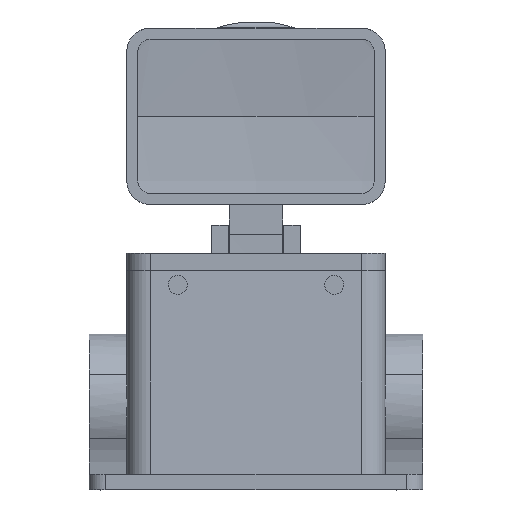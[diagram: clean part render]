
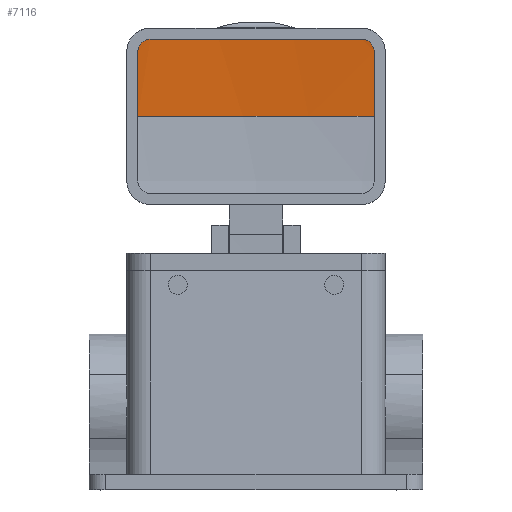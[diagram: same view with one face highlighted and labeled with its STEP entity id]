
A CAD part, left-side view. The second image highlights one B-rep face of the part: STEP entity #7116.
In plain terms, the highlighted face is a revolution surface.
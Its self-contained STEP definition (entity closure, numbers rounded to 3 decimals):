
#6662=CARTESIAN_POINT('Control Point',(83.302,41.09,143.1)) ;
#6663=CARTESIAN_POINT('Control Point',(83.398,45.853,143.1)) ;
#6664=CARTESIAN_POINT('Control Point',(83.447,50.617,143.1)) ;
#6665=CARTESIAN_POINT('Control Point',(83.447,55.383,143.1)) ;
#6666=CARTESIAN_POINT('Control Point',(83.398,60.147,143.1)) ;
#6667=CARTESIAN_POINT('Control Point',(83.302,64.91,143.1)) ;
#6668=CARTESIAN_POINT('Vertex',(83.302,41.09,143.1)) ;
#6670=CARTESIAN_POINT('Vertex',(83.302,64.91,143.1)) ;
#6674=CARTESIAN_POINT('Control Point',(82.467,19.5,143.1)) ;
#6675=CARTESIAN_POINT('Control Point',(82.714,23.814,143.1)) ;
#6676=CARTESIAN_POINT('Control Point',(82.92,28.131,143.1)) ;
#6677=CARTESIAN_POINT('Control Point',(83.087,32.45,143.1)) ;
#6678=CARTESIAN_POINT('Control Point',(83.214,36.77,143.1)) ;
#6679=CARTESIAN_POINT('Control Point',(83.302,41.09,143.1)) ;
#6680=CARTESIAN_POINT('Vertex',(82.467,19.5,143.1)) ;
#6692=CARTESIAN_POINT('Vertex',(82.467,86.5,143.1)) ;
#6696=CARTESIAN_POINT('Control Point',(83.302,64.91,143.1)) ;
#6697=CARTESIAN_POINT('Control Point',(83.214,69.23,143.1)) ;
#6698=CARTESIAN_POINT('Control Point',(83.087,73.55,143.1)) ;
#6699=CARTESIAN_POINT('Control Point',(82.92,77.869,143.1)) ;
#6700=CARTESIAN_POINT('Control Point',(82.714,82.186,143.1)) ;
#6701=CARTESIAN_POINT('Control Point',(82.467,86.5,143.1)) ;
#6720=CARTESIAN_POINT('Control Point',(82.467,19.5,143.1)) ;
#6721=CARTESIAN_POINT('Control Point',(82.422,18.715,143.1)) ;
#6722=CARTESIAN_POINT('Control Point',(82.412,17.927,142.894)) ;
#6723=CARTESIAN_POINT('Control Point',(82.439,17.226,142.483)) ;
#6724=CARTESIAN_POINT('Control Point',(82.496,16.672,141.928)) ;
#6725=CARTESIAN_POINT('Vertex',(82.496,16.672,141.928)) ;
#6746=CARTESIAN_POINT('Control Point',(82.496,16.672,141.928)) ;
#6747=CARTESIAN_POINT('Control Point',(82.553,16.114,141.371)) ;
#6748=CARTESIAN_POINT('Control Point',(82.639,15.705,140.668)) ;
#6749=CARTESIAN_POINT('Control Point',(82.744,15.5,139.883)) ;
#6750=CARTESIAN_POINT('Control Point',(82.857,15.5,139.1)) ;
#6751=CARTESIAN_POINT('Vertex',(82.857,15.5,139.1)) ;
#6779=CARTESIAN_POINT('Control Point',(82.857,15.5,139.1)) ;
#6780=CARTESIAN_POINT('Control Point',(83.441,15.5,135.028)) ;
#6781=CARTESIAN_POINT('Control Point',(83.88,15.5,130.935)) ;
#6782=CARTESIAN_POINT('Control Point',(84.173,15.5,126.828)) ;
#6783=CARTESIAN_POINT('Control Point',(84.32,15.5,122.714)) ;
#6784=CARTESIAN_POINT('Control Point',(84.32,15.5,118.6)) ;
#6785=CARTESIAN_POINT('Vertex',(84.32,15.5,118.6)) ;
#6947=CARTESIAN_POINT('Vertex',(84.32,90.5,118.6)) ;
#6951=CARTESIAN_POINT('Control Point',(84.32,90.5,118.6)) ;
#6952=CARTESIAN_POINT('Control Point',(84.32,90.5,122.714)) ;
#6953=CARTESIAN_POINT('Control Point',(84.173,90.5,126.828)) ;
#6954=CARTESIAN_POINT('Control Point',(83.88,90.5,130.935)) ;
#6955=CARTESIAN_POINT('Control Point',(83.441,90.5,135.028)) ;
#6956=CARTESIAN_POINT('Control Point',(82.857,90.5,139.1)) ;
#6957=CARTESIAN_POINT('Vertex',(82.857,90.5,139.1)) ;
#6979=CARTESIAN_POINT('Control Point',(82.857,90.5,139.1)) ;
#6980=CARTESIAN_POINT('Control Point',(82.744,90.5,139.883)) ;
#6981=CARTESIAN_POINT('Control Point',(82.639,90.295,140.668)) ;
#6982=CARTESIAN_POINT('Control Point',(82.553,89.886,141.371)) ;
#6983=CARTESIAN_POINT('Control Point',(82.496,89.328,141.928)) ;
#6984=CARTESIAN_POINT('Vertex',(82.496,89.328,141.928)) ;
#7005=CARTESIAN_POINT('Control Point',(82.496,89.328,141.928)) ;
#7006=CARTESIAN_POINT('Control Point',(82.439,88.774,142.483)) ;
#7007=CARTESIAN_POINT('Control Point',(82.412,88.073,142.894)) ;
#7008=CARTESIAN_POINT('Control Point',(82.422,87.285,143.1)) ;
#7009=CARTESIAN_POINT('Control Point',(82.467,86.5,143.1)) ;
#7090=CARTESIAN_POINT('Control Point',(84.313,90.617,118.6)) ;
#7091=CARTESIAN_POINT('Control Point',(85.893,65.609,118.6)) ;
#7092=CARTESIAN_POINT('Control Point',(85.895,40.502,118.6)) ;
#7093=CARTESIAN_POINT('Control Point',(84.32,15.494,118.6)) ;
#7094=CARTESIAN_POINT('Axis1P Location',(-60.,53.,118.6)) ;
#7099=CARTESIAN_POINT('Control Point',(84.32,90.5,118.6)) ;
#7100=CARTESIAN_POINT('Control Point',(85.893,65.533,118.6)) ;
#7101=CARTESIAN_POINT('Control Point',(85.893,40.467,118.6)) ;
#7102=CARTESIAN_POINT('Control Point',(84.32,15.5,118.6)) ;
#7095=DIRECTION('Axis1P Direction',(0.,1.,0.)) ;
#7096=AXIS1_PLACEMENT('Revolution Surface Axis1P',#7094,#7095) ;
#7105=ORIENTED_EDGE('',*,*,#6787,.F.) ;
#7106=ORIENTED_EDGE('',*,*,#6753,.F.) ;
#7107=ORIENTED_EDGE('',*,*,#6727,.F.) ;
#7108=ORIENTED_EDGE('',*,*,#6682,.T.) ;
#7109=ORIENTED_EDGE('',*,*,#6672,.T.) ;
#7110=ORIENTED_EDGE('',*,*,#6702,.T.) ;
#7111=ORIENTED_EDGE('',*,*,#7010,.F.) ;
#7112=ORIENTED_EDGE('',*,*,#6986,.F.) ;
#7113=ORIENTED_EDGE('',*,*,#6959,.F.) ;
#7114=ORIENTED_EDGE('',*,*,#7103,.T.) ;
#7116=ADVANCED_FACE('Housing',(#7115),#7097,.T.) ;
#6661=B_SPLINE_CURVE_WITH_KNOTS('',5,(#6662,#6663,#6664,#6665,#6666,#6667),.UNSPECIFIED.,.F.,.U.,(6,6),(0.,33.689),.UNSPECIFIED.) ;
#6673=B_SPLINE_CURVE_WITH_KNOTS('',5,(#6674,#6675,#6676,#6677,#6678,#6679),.UNSPECIFIED.,.F.,.U.,(6,6),(0.,30.557),.UNSPECIFIED.) ;
#6695=B_SPLINE_CURVE_WITH_KNOTS('',5,(#6696,#6697,#6698,#6699,#6700,#6701),.UNSPECIFIED.,.F.,.U.,(6,6),(0.,30.557),.UNSPECIFIED.) ;
#6719=B_SPLINE_CURVE_WITH_KNOTS('',4,(#6720,#6721,#6722,#6723,#6724),.UNSPECIFIED.,.F.,.U.,(5,5),(0.,4.569),.UNSPECIFIED.) ;
#6745=B_SPLINE_CURVE_WITH_KNOTS('',4,(#6746,#6747,#6748,#6749,#6750),.UNSPECIFIED.,.F.,.U.,(5,5),(0.,4.597),.UNSPECIFIED.) ;
#6778=B_SPLINE_CURVE_WITH_KNOTS('',5,(#6779,#6780,#6781,#6782,#6783,#6784),.UNSPECIFIED.,.F.,.U.,(6,6),(0.,29.123),.UNSPECIFIED.) ;
#6950=B_SPLINE_CURVE_WITH_KNOTS('',5,(#6951,#6952,#6953,#6954,#6955,#6956),.UNSPECIFIED.,.F.,.U.,(6,6),(29.123,58.245),.UNSPECIFIED.) ;
#6978=B_SPLINE_CURVE_WITH_KNOTS('',4,(#6979,#6980,#6981,#6982,#6983),.UNSPECIFIED.,.F.,.U.,(5,5),(0.,4.597),.UNSPECIFIED.) ;
#7004=B_SPLINE_CURVE_WITH_KNOTS('',4,(#7005,#7006,#7007,#7008,#7009),.UNSPECIFIED.,.F.,.U.,(5,5),(0.,4.569),.UNSPECIFIED.) ;
#7089=B_SPLINE_CURVE_WITH_KNOTS('',3,(#7090,#7091,#7092,#7093),.UNSPECIFIED.,.F.,.U.,(4,4),(904.615,979.837),.UNSPECIFIED.) ;
#7098=B_SPLINE_CURVE_WITH_KNOTS('',3,(#7099,#7100,#7101,#7102),.UNSPECIFIED.,.F.,.U.,(4,4),(904.732,979.831),.UNSPECIFIED.) ;
#6672=EDGE_CURVE('',#6669,#6671,#6661,.T.) ;
#6682=EDGE_CURVE('',#6681,#6669,#6673,.T.) ;
#6702=EDGE_CURVE('',#6671,#6693,#6695,.T.) ;
#6727=EDGE_CURVE('',#6681,#6726,#6719,.T.) ;
#6753=EDGE_CURVE('',#6726,#6752,#6745,.T.) ;
#6787=EDGE_CURVE('',#6752,#6786,#6778,.T.) ;
#6959=EDGE_CURVE('',#6948,#6958,#6950,.T.) ;
#6986=EDGE_CURVE('',#6958,#6985,#6978,.T.) ;
#7010=EDGE_CURVE('',#6985,#6693,#7004,.T.) ;
#7103=EDGE_CURVE('',#6948,#6786,#7098,.T.) ;
#7104=EDGE_LOOP('',(#7105,#7106,#7107,#7108,#7109,#7110,#7111,#7112,#7113,#7114)) ;
#7115=FACE_OUTER_BOUND('',#7104,.T.) ;
#7097=SURFACE_OF_REVOLUTION('Surface of Revolution',#7089,#7096) ;
#6669=VERTEX_POINT('',#6668) ;
#6671=VERTEX_POINT('',#6670) ;
#6681=VERTEX_POINT('',#6680) ;
#6693=VERTEX_POINT('',#6692) ;
#6726=VERTEX_POINT('',#6725) ;
#6752=VERTEX_POINT('',#6751) ;
#6786=VERTEX_POINT('',#6785) ;
#6948=VERTEX_POINT('',#6947) ;
#6958=VERTEX_POINT('',#6957) ;
#6985=VERTEX_POINT('',#6984) ;
